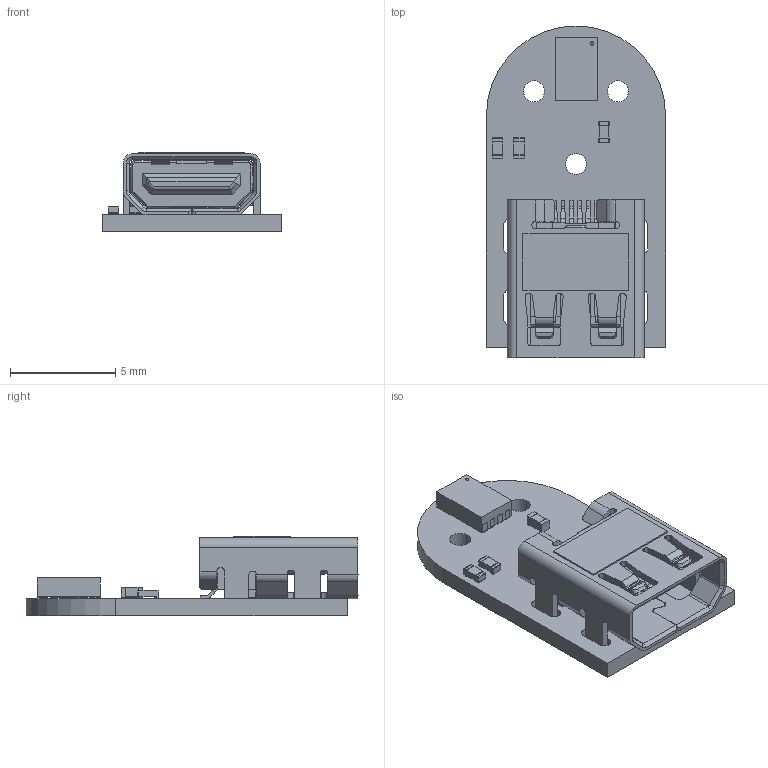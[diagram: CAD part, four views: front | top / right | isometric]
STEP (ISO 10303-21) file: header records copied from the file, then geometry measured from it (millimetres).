
FILE_DESCRIPTION(('KiCad electronic assembly'),'2;1');
FILE_NAME('V2_PCB.step','2024-12-13T17:31:45',('Pcbnew'),('Kicad'), 'Open CASCADE STEP processor 7.8','KiCad to STEP converter','Unknown' );
FILE_SCHEMA(('AUTOMOTIVE_DESIGN { 1 0 10303 214 1 1 1 1 }'));
Length unit declared in the file: millimetre
Products named in the file (10): V2_PCB 1; R_0402_1005Metric; DFN8_2x3MC_MCH; part; C_0402_1005Metric; 467651001; V2_PCB_PCB
Assembly tree (10 placements, depth 3):
  V2_PCB 1
    R_0402_1005Metric  x2
      R_0402_1005Metric
    DFN8_2x3MC_MCH
      part
    C_0402_1005Metric
      C_0402_1005Metric
    467651001
      467651001
    V2_PCB_PCB
Bounding box: 8.5 x 15.76 x 3.79 mm (x, y, z)
Volume: 163.6 mm3; surface area: 692.2 mm2
Topology: 16 solids, 16 shells, 1255 faces, 4290 edges, 3838 vertices
Faces by surface type: plane 906, cylinder 333, cone 16
Full cylindrical faces by diameter (mm): 0.15 x1, 1 x3
Entity records: 46228 total; most frequent: CARTESIAN_POINT 9557, DIRECTION 7303, ORIENTED_EDGE 6938, LINE 3471, VECTOR 3471, EDGE_CURVE 3469, VERTEX_POINT 2288, AXIS2_PLACEMENT_3D 1916
